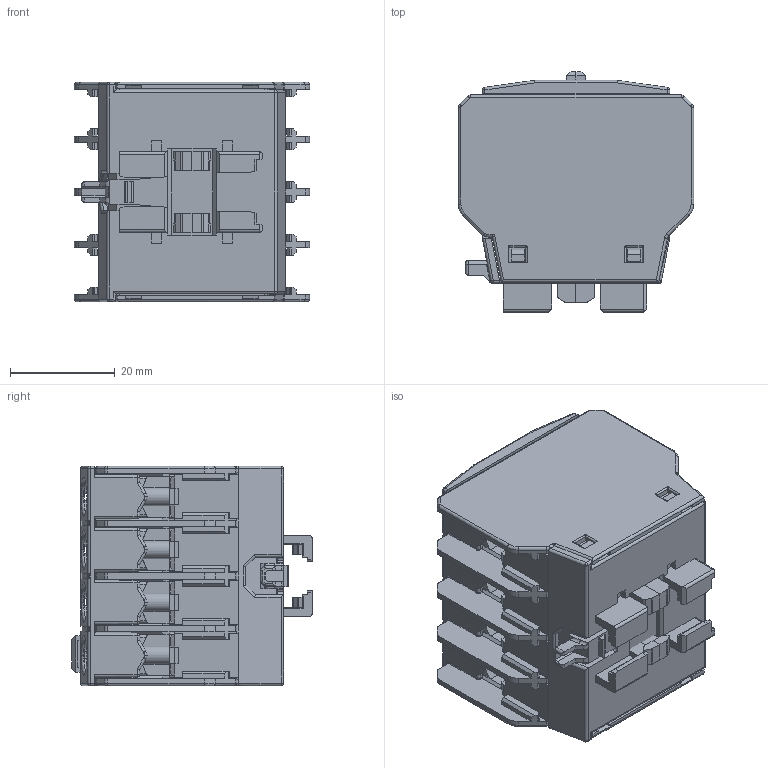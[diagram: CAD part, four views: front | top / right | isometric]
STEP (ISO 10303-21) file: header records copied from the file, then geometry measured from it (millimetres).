
FILE_DESCRIPTION (( 'STEP AP203' ), '1' );
FILE_NAME ('BFB-40.STEP', '2020-08-11T12:50:31', ( '' ), ( '' ), 'SwSTEP 2.0', 'SolidWorks 2019', '' );
FILE_SCHEMA (( 'CONFIG_CONTROL_DESIGN' ));
Products named in the file (1): BFB-40
Bounding box: 45 x 46 x 42.02 mm (x, y, z)
Volume: 56143.5 mm3; surface area: 36694 mm2
Topology: 29 solids, 29 shells, 3300 faces, 8923 edges, 5664 vertices
Faces by surface type: plane 1674, cylinder 949, bspline 471, cone 193, sphere 13
Entity records: 120890 total; most frequent: CARTESIAN_POINT 43071, ORIENTED_EDGE 17758, DIRECTION 14349, EDGE_CURVE 8879, VERTEX_POINT 5657, LINE 5319, VECTOR 5319, AXIS2_PLACEMENT_3D 4515
